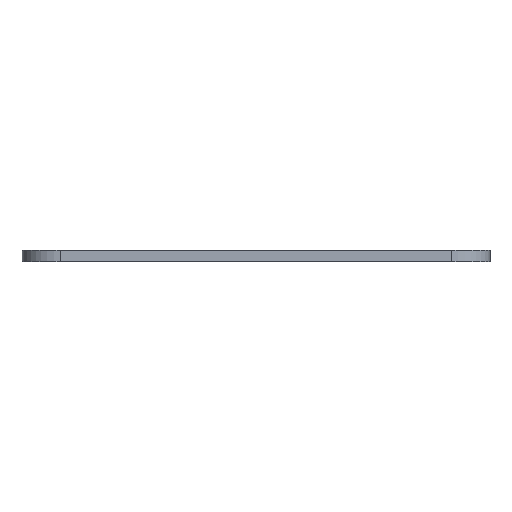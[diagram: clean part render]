
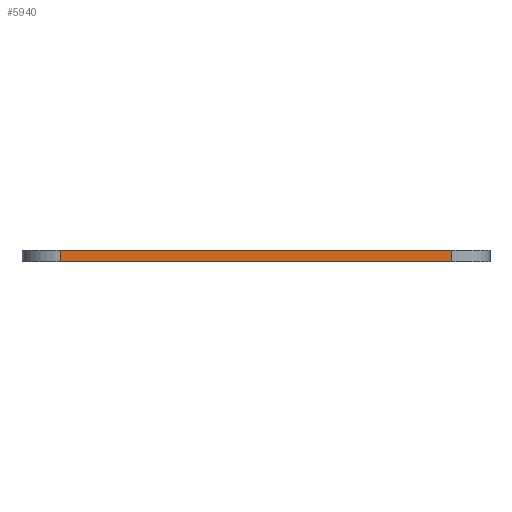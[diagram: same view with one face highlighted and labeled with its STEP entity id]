
A CAD part, front view. The second image highlights one B-rep face of the part: STEP entity #5940.
In plain terms, the highlighted planar face has unit normal (0, -1, 0).
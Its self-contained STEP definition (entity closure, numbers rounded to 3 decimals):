
#711=FACE_OUTER_BOUND('',#1071,.T.);
#1071=EDGE_LOOP('',(#5224,#5225,#5226,#5227));
#1593=LINE('',#10444,#2189);
#1632=LINE('',#10610,#2228);
#1668=LINE('',#10759,#2264);
#1670=LINE('',#10762,#2266);
#2189=VECTOR('',#7053,10.);
#2228=VECTOR('',#7186,10.);
#2264=VECTOR('',#7306,10.);
#2266=VECTOR('',#7310,10.);
#2765=VERTEX_POINT('',#10441);
#2766=VERTEX_POINT('',#10443);
#2845=VERTEX_POINT('',#10607);
#2846=VERTEX_POINT('',#10609);
#3557=EDGE_CURVE('',#2765,#2766,#1593,.T.);
#3639=EDGE_CURVE('',#2845,#2846,#1632,.T.);
#3714=EDGE_CURVE('',#2846,#2765,#1668,.T.);
#3716=EDGE_CURVE('',#2766,#2845,#1670,.T.);
#5224=ORIENTED_EDGE('',*,*,#3714,.F.);
#5225=ORIENTED_EDGE('',*,*,#3639,.F.);
#5226=ORIENTED_EDGE('',*,*,#3716,.F.);
#5227=ORIENTED_EDGE('',*,*,#3557,.F.);
#5667=PLANE('',#6255);
#5940=ADVANCED_FACE('',(#711),#5667,.T.);
#6255=AXIS2_PLACEMENT_3D('',#10761,#7308,#7309);
#7053=DIRECTION('',(-1.,0.,0.));
#7186=DIRECTION('',(1.,0.,0.));
#7306=DIRECTION('',(0.,0.,-1.));
#7308=DIRECTION('center_axis',(0.,-1.,0.));
#7309=DIRECTION('ref_axis',(1.,0.,0.));
#7310=DIRECTION('',(0.,0.,1.));
#10441=CARTESIAN_POINT('',(61.549,-97.576,18.));
#10443=CARTESIAN_POINT('',(10.549,-97.576,18.));
#10444=CARTESIAN_POINT('',(66.549,-97.576,18.));
#10607=CARTESIAN_POINT('',(10.549,-97.576,19.5));
#10609=CARTESIAN_POINT('',(61.549,-97.576,19.5));
#10610=CARTESIAN_POINT('',(66.549,-97.576,19.5));
#10759=CARTESIAN_POINT('',(61.549,-97.576,18.));
#10761=CARTESIAN_POINT('Origin',(5.549,-97.576,18.));
#10762=CARTESIAN_POINT('',(10.549,-97.576,18.));
